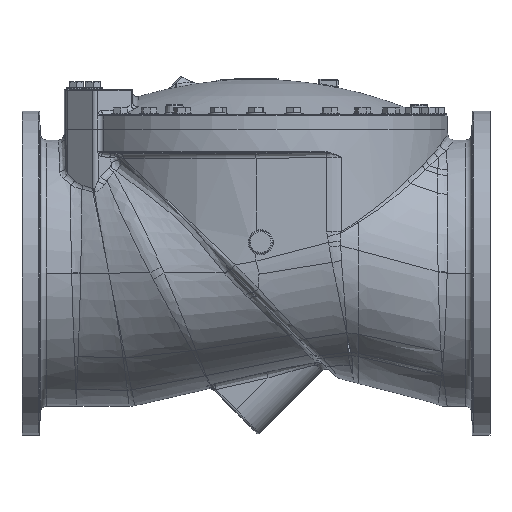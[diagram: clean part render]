
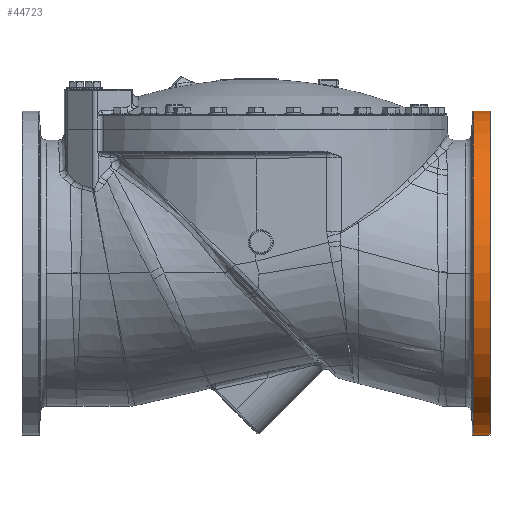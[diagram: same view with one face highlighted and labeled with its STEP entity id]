
A CAD part, top view. The second image highlights one B-rep face of the part: STEP entity #44723.
In plain terms, the highlighted cylindrical face has radius 492.125 mm (diameter 984.25 mm), a partial arc.
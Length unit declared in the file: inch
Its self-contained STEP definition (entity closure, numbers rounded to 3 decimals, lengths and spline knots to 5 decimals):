
#9050=CARTESIAN_POINT('',(28.,0.,0.));
#9051=DIRECTION('',(1.,0.,0.));
#9052=DIRECTION('',(0.,1.,0.));
#9053=AXIS2_PLACEMENT_3D('',#9050,#9051,#9052);
#9055=CARTESIAN_POINT('',(25.99834,0.,0.));
#9056=DIRECTION('',(-1.,0.,0.));
#9057=DIRECTION('',(0.,-1.,0.));
#9058=AXIS2_PLACEMENT_3D('',#9055,#9056,#9057);
#9065=DIRECTION('',(-1.,0.,0.));
#9066=VECTOR('',#9065,2.00166);
#9067=CARTESIAN_POINT('',(28.,19.375,0.));
#9068=LINE('',#9067,#9066);
#9074=DIRECTION('',(-1.,0.,0.));
#9075=VECTOR('',#9074,2.00166);
#9076=CARTESIAN_POINT('',(28.,-19.375,0.));
#9077=LINE('',#9076,#9075);
#27676=CARTESIAN_POINT('',(25.99834,19.375,0.));
#27677=CARTESIAN_POINT('',(25.99834,-19.375,0.));
#27678=VERTEX_POINT('',#27676);
#27679=VERTEX_POINT('',#27677);
#27684=CARTESIAN_POINT('',(28.,19.375,0.));
#27685=CARTESIAN_POINT('',(28.,-19.375,0.));
#27686=VERTEX_POINT('',#27684);
#27687=VERTEX_POINT('',#27685);
#44709=CARTESIAN_POINT('',(-31.2818,0.,0.));
#44710=DIRECTION('',(1.,0.,0.));
#44711=DIRECTION('',(0.,-1.,0.));
#44712=AXIS2_PLACEMENT_3D('',#44709,#44710,#44711);
#44713=CYLINDRICAL_SURFACE('',#44712,19.375);
#44714=ORIENTED_EDGE('',*,*,#44535,.T.);
#44716=ORIENTED_EDGE('',*,*,#44715,.T.);
#44718=ORIENTED_EDGE('',*,*,#44717,.T.);
#44720=ORIENTED_EDGE('',*,*,#44719,.F.);
#44721=EDGE_LOOP('',(#44714,#44716,#44718,#44720));
#44722=FACE_OUTER_BOUND('',#44721,.F.);
#44723=ADVANCED_FACE('',(#44722),#44713,.T.);
#9054=CIRCLE('',#9053,19.375);
#9059=CIRCLE('',#9058,19.375);
#44535=EDGE_CURVE('',#27686,#27687,#9054,.T.);
#44715=EDGE_CURVE('',#27687,#27679,#9077,.T.);
#44717=EDGE_CURVE('',#27679,#27678,#9059,.T.);
#44719=EDGE_CURVE('',#27686,#27678,#9068,.T.);
